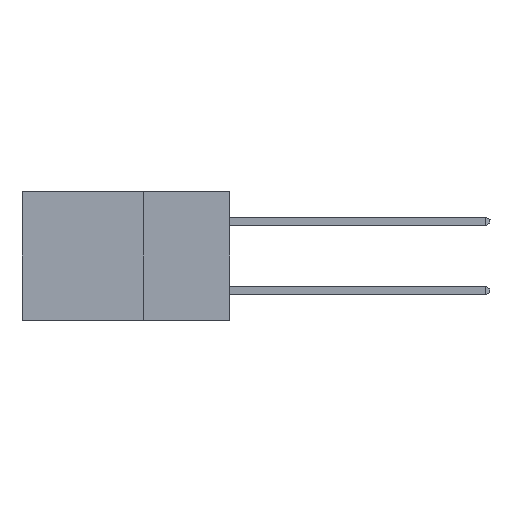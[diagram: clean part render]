
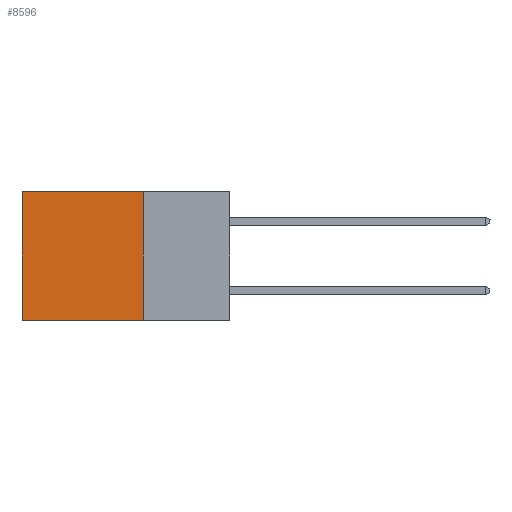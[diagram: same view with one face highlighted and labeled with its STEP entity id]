
A CAD part, left-side view. The second image highlights one B-rep face of the part: STEP entity #8596.
In plain terms, the highlighted planar face has unit normal (-1, 0, 0).
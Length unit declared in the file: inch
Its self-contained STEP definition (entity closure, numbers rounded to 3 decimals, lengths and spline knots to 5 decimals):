
#2172 = DIRECTION ( 'NONE',  ( 0., 1., 0. ) ) ;
#3345 = LINE ( 'NONE', #5283, #24151 ) ;
#4882 = EDGE_CURVE ( 'NONE', #22591, #18024, #11369, .T. ) ;
#4956 = DIRECTION ( 'NONE',  ( 0., 0., -1. ) ) ;
#5283 = CARTESIAN_POINT ( 'NONE',  ( 0.298, 0.25, 0. ) ) ;
#5961 = ORIENTED_EDGE ( 'NONE', *, *, #26465, .F. ) ;
#7270 = EDGE_CURVE ( 'NONE', #22591, #25169, #3345, .T. ) ;
#7467 = CARTESIAN_POINT ( 'NONE',  ( 0.298, 0.6, 0. ) ) ;
#8562 = CARTESIAN_POINT ( 'NONE',  ( 0.298, 0.25, -0.37 ) ) ;
#8596 = ADVANCED_FACE ( 'NONE', ( #13655 ), #11363, .F. ) ;
#8663 = LINE ( 'NONE', #8562, #19123 ) ;
#9032 = EDGE_LOOP ( 'NONE', ( #22161, #5961, #21653, #24297 ) ) ;
#9040 = CARTESIAN_POINT ( 'NONE',  ( 0.298, 0.25, 0. ) ) ;
#9431 = DIRECTION ( 'NONE',  ( 0., 1., 0. ) ) ;
#10012 = VECTOR ( 'NONE', #9431, 39.37008 ) ;
#11363 = PLANE ( 'NONE',  #14117 ) ;
#11369 = LINE ( 'NONE', #16971, #10012 ) ;
#12230 = CARTESIAN_POINT ( 'NONE',  ( 0.298, 0.25, -0.37 ) ) ;
#13655 = FACE_OUTER_BOUND ( 'NONE', #9032, .T. ) ;
#13681 = DIRECTION ( 'NONE',  ( 0., 0., -1. ) ) ;
#14117 = AXIS2_PLACEMENT_3D ( 'NONE', #15958, #27009, #4956 ) ;
#15958 = CARTESIAN_POINT ( 'NONE',  ( 0.298, 0.25, 0. ) ) ;
#16765 = EDGE_CURVE ( 'NONE', #18024, #23219, #25854, .T. ) ;
#16971 = CARTESIAN_POINT ( 'NONE',  ( 0.298, 0.25, 0. ) ) ;
#18024 = VERTEX_POINT ( 'NONE', #23813 ) ;
#18851 = CARTESIAN_POINT ( 'NONE',  ( 0.298, 0.6, -0.37 ) ) ;
#19123 = VECTOR ( 'NONE', #2172, 39.37008 ) ;
#20805 = DIRECTION ( 'NONE',  ( 0., 0., -1. ) ) ;
#21653 = ORIENTED_EDGE ( 'NONE', *, *, #7270, .F. ) ;
#22161 = ORIENTED_EDGE ( 'NONE', *, *, #16765, .T. ) ;
#22591 = VERTEX_POINT ( 'NONE', #9040 ) ;
#23219 = VERTEX_POINT ( 'NONE', #18851 ) ;
#23813 = CARTESIAN_POINT ( 'NONE',  ( 0.298, 0.6, 0. ) ) ;
#24151 = VECTOR ( 'NONE', #20805, 39.37008 ) ;
#24297 = ORIENTED_EDGE ( 'NONE', *, *, #4882, .T. ) ;
#25169 = VERTEX_POINT ( 'NONE', #12230 ) ;
#25854 = LINE ( 'NONE', #7467, #26879 ) ;
#26465 = EDGE_CURVE ( 'NONE', #25169, #23219, #8663, .T. ) ;
#26879 = VECTOR ( 'NONE', #13681, 39.37008 ) ;
#27009 = DIRECTION ( 'NONE',  ( 1., 0., 0. ) ) ;
